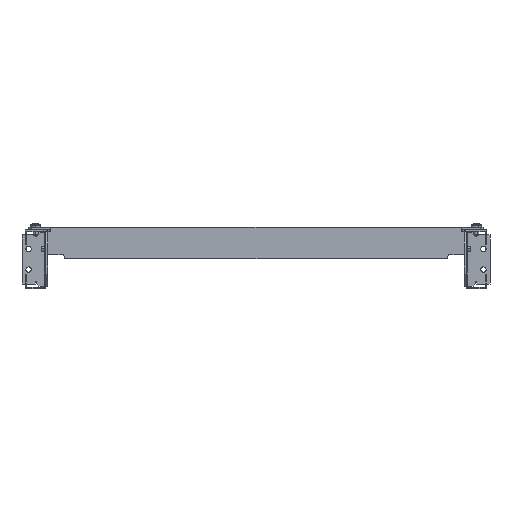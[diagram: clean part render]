
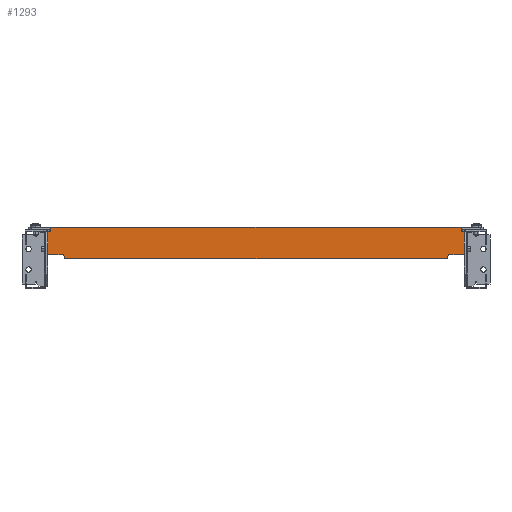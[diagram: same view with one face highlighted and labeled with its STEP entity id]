
A CAD part, left-side view. The second image highlights one B-rep face of the part: STEP entity #1293.
In plain terms, the highlighted planar face has unit normal (-1, 0, 0).
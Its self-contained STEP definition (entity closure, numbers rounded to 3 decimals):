
#763 = VECTOR ( 'NONE', #19328, 1000. ) ;
#795 = VECTOR ( 'NONE', #39039, 1000. ) ;
#1293 = ADVANCED_FACE ( 'NONE', ( #29475 ), #5757, .F. ) ;
#1508 = CARTESIAN_POINT ( 'NONE',  ( -102., 248.25, 38.5 ) ) ;
#1850 = CARTESIAN_POINT ( 'NONE',  ( -102., 0., 19.5 ) ) ;
#2092 = VECTOR ( 'NONE', #2636, 1000. ) ;
#2244 = CARTESIAN_POINT ( 'NONE',  ( -102., 0., 33.5 ) ) ;
#2636 = DIRECTION ( 'NONE',  ( 0., 0., -1. ) ) ;
#3648 = CARTESIAN_POINT ( 'NONE',  ( -102., 253.25, 19.5 ) ) ;
#3970 = VECTOR ( 'NONE', #26356, 1000. ) ;
#4099 = ORIENTED_EDGE ( 'NONE', *, *, #46013, .F. ) ;
#4173 = LINE ( 'NONE', #3648, #11713 ) ;
#4624 = CARTESIAN_POINT ( 'NONE',  ( -102., 231.25, 0.5 ) ) ;
#4715 = CARTESIAN_POINT ( 'NONE',  ( -102., 233.25, 5.5 ) ) ;
#5650 = CARTESIAN_POINT ( 'NONE',  ( -102., 231.751, 2.227 ) ) ;
#5757 = PLANE ( 'NONE',  #11871 ) ;
#6505 = ORIENTED_EDGE ( 'NONE', *, *, #24163, .T. ) ;
#6593 = CARTESIAN_POINT ( 'NONE',  ( -102., 248.25, 33.5 ) ) ;
#7019 = CARTESIAN_POINT ( 'NONE',  ( -102., 0., 0.5 ) ) ;
#7857 = VERTEX_POINT ( 'NONE', #16089 ) ;
#7876 = DIRECTION ( 'NONE',  ( 0., -1., 0. ) ) ;
#8455 = VERTEX_POINT ( 'NONE', #6593 ) ;
#8539 = CARTESIAN_POINT ( 'NONE',  ( -102., 232.841, 4.698 ) ) ;
#8574 = VERTEX_POINT ( 'NONE', #20707 ) ;
#8873 = CARTESIAN_POINT ( 'NONE',  ( -102., -248.25, 5.5 ) ) ;
#10942 = CARTESIAN_POINT ( 'NONE',  ( -102., -232.437, 3.894 ) ) ;
#11713 = VECTOR ( 'NONE', #31555, 1000. ) ;
#11836 = VERTEX_POINT ( 'NONE', #1508 ) ;
#11871 = AXIS2_PLACEMENT_3D ( 'NONE', #1850, #25864, #41746 ) ;
#11971 = LINE ( 'NONE', #8873, #12119 ) ;
#12119 = VECTOR ( 'NONE', #29425, 1000. ) ;
#12206 = CARTESIAN_POINT ( 'NONE',  ( -102., 231.25, 0.5 ) ) ;
#12761 = VECTOR ( 'NONE', #7876, 1000. ) ;
#13454 = EDGE_CURVE ( 'NONE', #8455, #11836, #17364, .T. ) ;
#13938 = DIRECTION ( 'NONE',  ( 0., 0., 1. ) ) ;
#14049 = CARTESIAN_POINT ( 'NONE',  ( -102., -233.25, 5.5 ) ) ;
#14391 = EDGE_LOOP ( 'NONE', ( #49442, #50870, #24231, #44142, #23545, #34432, #24590, #47121, #4099, #34963, #16359, #6505, #20859, #31861 ) ) ;
#14849 = CARTESIAN_POINT ( 'NONE',  ( -102., -253.25, 19.5 ) ) ;
#15249 = CARTESIAN_POINT ( 'NONE',  ( -102., 0., 5.5 ) ) ;
#16089 = CARTESIAN_POINT ( 'NONE',  ( -102., 248.25, 5.5 ) ) ;
#16359 = ORIENTED_EDGE ( 'NONE', *, *, #35596, .T. ) ;
#17364 = LINE ( 'NONE', #33763, #21785 ) ;
#17369 = VERTEX_POINT ( 'NONE', #12206 ) ;
#17525 = LINE ( 'NONE', #49277, #21223 ) ;
#17656 = DIRECTION ( 'NONE',  ( 0., 0., 1. ) ) ;
#18098 = VERTEX_POINT ( 'NONE', #4715 ) ;
#18670 = VERTEX_POINT ( 'NONE', #35259 ) ;
#19328 = DIRECTION ( 'NONE',  ( 0., -1., 0. ) ) ;
#20707 = CARTESIAN_POINT ( 'NONE',  ( -102., 253.25, 5.5 ) ) ;
#20859 = ORIENTED_EDGE ( 'NONE', *, *, #33097, .F. ) ;
#21223 = VECTOR ( 'NONE', #29481, 1000. ) ;
#21356 = VERTEX_POINT ( 'NONE', #49943 ) ;
#21785 = VECTOR ( 'NONE', #13938, 1000. ) ;
#22388 = VERTEX_POINT ( 'NONE', #25314 ) ;
#22821 = VECTOR ( 'NONE', #43175, 1000. ) ;
#22938 = CARTESIAN_POINT ( 'NONE',  ( -102., -231.472, 1.373 ) ) ;
#23090 = CARTESIAN_POINT ( 'NONE',  ( -102., 248.25, 33.5 ) ) ;
#23296 = CARTESIAN_POINT ( 'NONE',  ( -102., 0., 5.5 ) ) ;
#23545 = ORIENTED_EDGE ( 'NONE', *, *, #42089, .T. ) ;
#23627 = B_SPLINE_CURVE_WITH_KNOTS ( 'NONE', 3,
 ( #37256, #8539, #28605, #5650, #24466, #4624 ),
 .UNSPECIFIED., .F., .F.,
 ( 4, 2, 4 ),
 ( 0.011, 0.014, 0.017 ),
 .UNSPECIFIED. ) ;
#24163 = EDGE_CURVE ( 'NONE', #18098, #17369, #23627, .T. ) ;
#24231 = ORIENTED_EDGE ( 'NONE', *, *, #40156, .F. ) ;
#24466 = CARTESIAN_POINT ( 'NONE',  ( -102., 231.472, 1.373 ) ) ;
#24590 = ORIENTED_EDGE ( 'NONE', *, *, #13454, .F. ) ;
#25088 = VERTEX_POINT ( 'NONE', #38763 ) ;
#25314 = CARTESIAN_POINT ( 'NONE',  ( -102., -253.25, 5.5 ) ) ;
#25864 = DIRECTION ( 'NONE',  ( 1., 0., 0. ) ) ;
#26356 = DIRECTION ( 'NONE',  ( 0., 1., 0. ) ) ;
#26856 = CARTESIAN_POINT ( 'NONE',  ( -102., -233.25, 5.5 ) ) ;
#27452 = LINE ( 'NONE', #23296, #12761 ) ;
#27712 = EDGE_CURVE ( 'NONE', #42218, #22388, #11971, .T. ) ;
#28605 = CARTESIAN_POINT ( 'NONE',  ( -102., 232.437, 3.894 ) ) ;
#28662 = CARTESIAN_POINT ( 'NONE',  ( -102., -248.25, 33.5 ) ) ;
#29425 = DIRECTION ( 'NONE',  ( 0., -1., 0. ) ) ;
#29475 = FACE_OUTER_BOUND ( 'NONE', #14391, .T. ) ;
#29481 = DIRECTION ( 'NONE',  ( 0., 1., 0. ) ) ;
#29923 = VECTOR ( 'NONE', #42129, 1000. ) ;
#30499 = CARTESIAN_POINT ( 'NONE',  ( -102., -232.841, 4.698 ) ) ;
#31555 = DIRECTION ( 'NONE',  ( 0., 0., 1. ) ) ;
#31861 = ORIENTED_EDGE ( 'NONE', *, *, #33130, .F. ) ;
#33097 = EDGE_CURVE ( 'NONE', #21356, #17369, #34937, .T. ) ;
#33130 = EDGE_CURVE ( 'NONE', #35895, #21356, #51126, .T. ) ;
#33763 = CARTESIAN_POINT ( 'NONE',  ( -102., 248.25, 19.5 ) ) ;
#34148 = CARTESIAN_POINT ( 'NONE',  ( -102., -231.25, 0.5 ) ) ;
#34432 = ORIENTED_EDGE ( 'NONE', *, *, #50157, .T. ) ;
#34937 = LINE ( 'NONE', #7019, #3970 ) ;
#34963 = ORIENTED_EDGE ( 'NONE', *, *, #44927, .F. ) ;
#35110 = LINE ( 'NONE', #15249, #795 ) ;
#35259 = CARTESIAN_POINT ( 'NONE',  ( -102., -253.25, 33.5 ) ) ;
#35347 = LINE ( 'NONE', #23090, #22821 ) ;
#35596 = EDGE_CURVE ( 'NONE', #7857, #18098, #43059, .T. ) ;
#35895 = VERTEX_POINT ( 'NONE', #14049 ) ;
#35954 = EDGE_CURVE ( 'NONE', #48958, #18670, #41614, .T. ) ;
#37256 = CARTESIAN_POINT ( 'NONE',  ( -102., 233.25, 5.5 ) ) ;
#38276 = LINE ( 'NONE', #41883, #42267 ) ;
#38763 = CARTESIAN_POINT ( 'NONE',  ( -102., 253.25, 33.5 ) ) ;
#39039 = DIRECTION ( 'NONE',  ( 0., 1., 0. ) ) ;
#40156 = EDGE_CURVE ( 'NONE', #18670, #22388, #42775, .T. ) ;
#41614 = LINE ( 'NONE', #2244, #29923 ) ;
#41746 = DIRECTION ( 'NONE',  ( 0., 0., -1. ) ) ;
#41883 = CARTESIAN_POINT ( 'NONE',  ( -102., -248.25, 33.5 ) ) ;
#42089 = EDGE_CURVE ( 'NONE', #48958, #49579, #38276, .T. ) ;
#42129 = DIRECTION ( 'NONE',  ( 0., -1., 0. ) ) ;
#42218 = VERTEX_POINT ( 'NONE', #50440 ) ;
#42267 = VECTOR ( 'NONE', #17656, 1000. ) ;
#42775 = LINE ( 'NONE', #14849, #2092 ) ;
#43059 = LINE ( 'NONE', #46697, #763 ) ;
#43175 = DIRECTION ( 'NONE',  ( 0., 1., 0. ) ) ;
#44142 = ORIENTED_EDGE ( 'NONE', *, *, #35954, .F. ) ;
#44927 = EDGE_CURVE ( 'NONE', #7857, #8574, #35110, .T. ) ;
#46013 = EDGE_CURVE ( 'NONE', #8574, #25088, #4173, .T. ) ;
#46697 = CARTESIAN_POINT ( 'NONE',  ( -102., 0., 5.5 ) ) ;
#47121 = ORIENTED_EDGE ( 'NONE', *, *, #48421, .T. ) ;
#47990 = EDGE_CURVE ( 'NONE', #35895, #42218, #27452, .T. ) ;
#48421 = EDGE_CURVE ( 'NONE', #8455, #25088, #35347, .T. ) ;
#48958 = VERTEX_POINT ( 'NONE', #28662 ) ;
#49277 = CARTESIAN_POINT ( 'NONE',  ( -102., 0., 38.5 ) ) ;
#49442 = ORIENTED_EDGE ( 'NONE', *, *, #47990, .T. ) ;
#49579 = VERTEX_POINT ( 'NONE', #51215 ) ;
#49943 = CARTESIAN_POINT ( 'NONE',  ( -102., -231.25, 0.5 ) ) ;
#50157 = EDGE_CURVE ( 'NONE', #49579, #11836, #17525, .T. ) ;
#50440 = CARTESIAN_POINT ( 'NONE',  ( -102., -248.25, 5.5 ) ) ;
#50540 = CARTESIAN_POINT ( 'NONE',  ( -102., -231.751, 2.227 ) ) ;
#50870 = ORIENTED_EDGE ( 'NONE', *, *, #27712, .T. ) ;
#51126 = B_SPLINE_CURVE_WITH_KNOTS ( 'NONE', 3,
 ( #26856, #30499, #10942, #50540, #22938, #34148 ),
 .UNSPECIFIED., .F., .F.,
 ( 4, 2, 4 ),
 ( 0.011, 0.014, 0.017 ),
 .UNSPECIFIED. ) ;
#51215 = CARTESIAN_POINT ( 'NONE',  ( -102., -248.25, 38.5 ) ) ;
